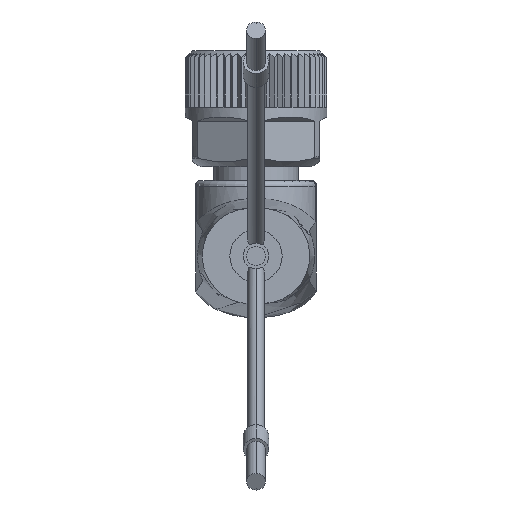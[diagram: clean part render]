
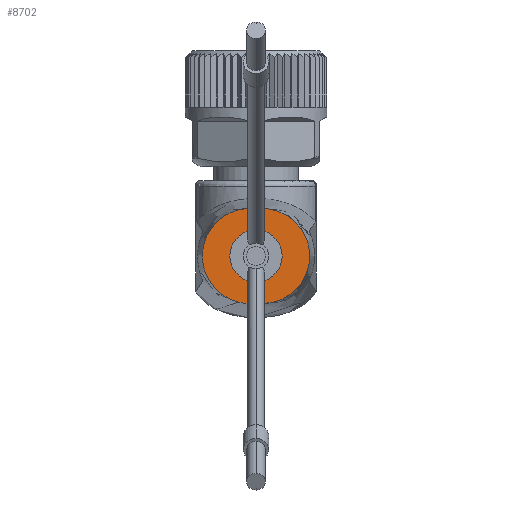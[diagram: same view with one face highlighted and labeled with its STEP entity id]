
A CAD part, front view. The second image highlights one B-rep face of the part: STEP entity #8702.
In plain terms, the highlighted planar face has unit normal (0, -1, 0).
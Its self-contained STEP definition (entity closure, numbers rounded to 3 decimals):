
#219=CARTESIAN_POINT('',(1.85,0.,-0.));
#220=VERTEX_POINT('',#219);
#236=CARTESIAN_POINT('',(-1.85,0.,0.));
#237=VERTEX_POINT('',#236);
#244=CARTESIAN_POINT('',(0.,0.,0.));
#245=DIRECTION('',(0.,1.,0.));
#246=DIRECTION('',(1.,0.,-0.));
#247=AXIS2_PLACEMENT_3D('',#244,#245,#246);
#248=CIRCLE('',#247,1.85);
#249=EDGE_CURVE('',#220,#237,#248,.T.);
#7897=CARTESIAN_POINT('',(0.,0.,0.));
#7898=DIRECTION('',(0.,1.,0.));
#7899=DIRECTION('',(1.,0.,-0.));
#7900=AXIS2_PLACEMENT_3D('',#7897,#7898,#7899);
#7901=CIRCLE('',#7900,1.85);
#7902=EDGE_CURVE('',#237,#220,#7901,.T.);
#8050=CARTESIAN_POINT('',(0.,0.,-3.394));
#8051=VERTEX_POINT('',#8050);
#8057=CARTESIAN_POINT('',(-1.217,0.,-3.26));
#8058=VERTEX_POINT('',#8057);
#8059=CARTESIAN_POINT('',(0.,0.,-3.394));
#8060=CARTESIAN_POINT('',(-0.427,0.,-3.397));
#8061=CARTESIAN_POINT('',(-0.801,0.,-3.356));
#8062=CARTESIAN_POINT('',(-1.217,0.,-3.26));
#8063=B_SPLINE_CURVE_WITH_KNOTS('',3,(#8059,#8060,#8061,#8062),.UNSPECIFIED.,.F.,.F.,(4,4),(0.031,1.32),.UNSPECIFIED.);
#8064=EDGE_CURVE('',#8051,#8058,#8063,.T.);
#8277=CARTESIAN_POINT('',(0.,0.,3.394));
#8278=VERTEX_POINT('',#8277);
#8284=CARTESIAN_POINT('',(0.,-0.,3.394));
#8285=CARTESIAN_POINT('',(0.19,-0.,3.396));
#8286=CARTESIAN_POINT('',(0.627,0.,3.395));
#8287=CARTESIAN_POINT('',(1.383,0.,3.222));
#8288=CARTESIAN_POINT('',(1.856,0.,3.101));
#8289=CARTESIAN_POINT('',(2.77,0.,2.462));
#8290=CARTESIAN_POINT('',(3.062,0.,2.125));
#8291=CARTESIAN_POINT('',(3.506,0.,1.431));
#8292=CARTESIAN_POINT('',(3.667,0.,1.018));
#8293=CARTESIAN_POINT('',(3.801,0.,0.255));
#8294=CARTESIAN_POINT('',(3.832,0.,-0.195));
#8295=CARTESIAN_POINT('',(3.637,0.,-1.082));
#8296=CARTESIAN_POINT('',(3.482,0.,-1.496));
#8297=CARTESIAN_POINT('',(2.986,0.,-2.217));
#8298=CARTESIAN_POINT('',(2.682,0.,-2.54));
#8299=CARTESIAN_POINT('',(1.79,0.,-3.124));
#8300=CARTESIAN_POINT('',(1.343,0.,-3.24));
#8301=CARTESIAN_POINT('',(0.54,0.,-3.395));
#8302=CARTESIAN_POINT('',(0.169,0.,-3.396));
#8303=CARTESIAN_POINT('',(0.,0.,-3.394));
#8304=B_SPLINE_CURVE_WITH_KNOTS('',3,(#8284,#8285,#8286,#8287,#8288,#8289,#8290,#8291,#8292,#8293,#8294,#8295,#8296,#8297,#8298,#8299,#8300,#8301,#8302,#8303),.UNSPECIFIED.,.F.,.F.,(4,2,2,2,2,2,2,2,2,4),(0.027,1.729,2.366,2.874,3.461,3.907,4.22,4.467,4.77,5.199),.UNSPECIFIED.);
#8305=EDGE_CURVE('',#8278,#8051,#8304,.T.);
#8587=CARTESIAN_POINT('',(-1.217,-0.,-3.26));
#8588=CARTESIAN_POINT('',(-1.415,-0.,-3.211));
#8589=CARTESIAN_POINT('',(-1.675,0.,-3.138));
#8590=CARTESIAN_POINT('',(-2.285,0.,-2.816));
#8591=CARTESIAN_POINT('',(-2.543,0.,-2.63));
#8592=CARTESIAN_POINT('',(-3.107,0.,-2.087));
#8593=CARTESIAN_POINT('',(-3.351,0.,-1.713));
#8594=CARTESIAN_POINT('',(-3.693,0.,-0.932));
#8595=CARTESIAN_POINT('',(-3.786,0.,-0.5));
#8596=CARTESIAN_POINT('',(-3.8,0.,0.311));
#8597=CARTESIAN_POINT('',(-3.747,0.,0.747));
#8598=CARTESIAN_POINT('',(-3.417,0.,1.605));
#8599=CARTESIAN_POINT('',(-3.18,0.,1.981));
#8600=CARTESIAN_POINT('',(-2.544,0.,2.658));
#8601=CARTESIAN_POINT('',(-2.171,0.,2.896));
#8602=CARTESIAN_POINT('',(-1.677,0.,3.12));
#8603=CARTESIAN_POINT('',(-1.309,0.,3.282));
#8604=CARTESIAN_POINT('',(-0.354,0.,3.395));
#8605=CARTESIAN_POINT('',(-0.122,-0.,3.395));
#8606=CARTESIAN_POINT('',(0.,-0.,3.394));
#8607=B_SPLINE_CURVE_WITH_KNOTS('',3,(#8587,#8588,#8589,#8590,#8591,#8592,#8593,#8594,#8595,#8596,#8597,#8598,#8599,#8600,#8601,#8602,#8603,#8604,#8605,#8606),.UNSPECIFIED.,.F.,.F.,(4,2,2,2,2,2,2,2,2,4),(0.027,1.326,2.422,4.047,5.802,7.272,8.594,10.092,10.758,11.062),.UNSPECIFIED.);
#8608=EDGE_CURVE('',#8058,#8278,#8607,.T.);
#8688=CARTESIAN_POINT('',(-0.03,0.,-0.014));
#8689=DIRECTION('',(0.,1.,0.));
#8690=DIRECTION('',(1.,0.,0.));
#8691=AXIS2_PLACEMENT_3D('',#8688,#8689,#8690);
#8692=PLANE('',#8691);
#8693=ORIENTED_EDGE('',*,*,#249,.T.);
#8694=ORIENTED_EDGE('',*,*,#7902,.T.);
#8695=EDGE_LOOP('',(#8693,#8694));
#8696=FACE_BOUND('',#8695,.T.);
#8697=ORIENTED_EDGE('',*,*,#8608,.F.);
#8698=ORIENTED_EDGE('',*,*,#8064,.F.);
#8699=ORIENTED_EDGE('',*,*,#8305,.F.);
#8700=EDGE_LOOP('',(#8697,#8698,#8699));
#8701=FACE_BOUND('',#8700,.T.);
#8702=ADVANCED_FACE('',(#8696,#8701),#8692,.F.);
